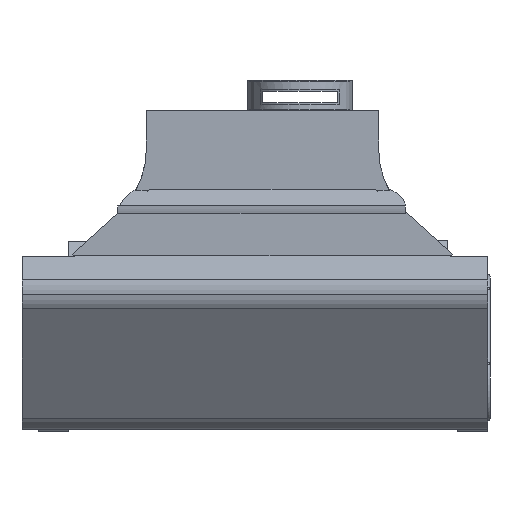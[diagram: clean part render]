
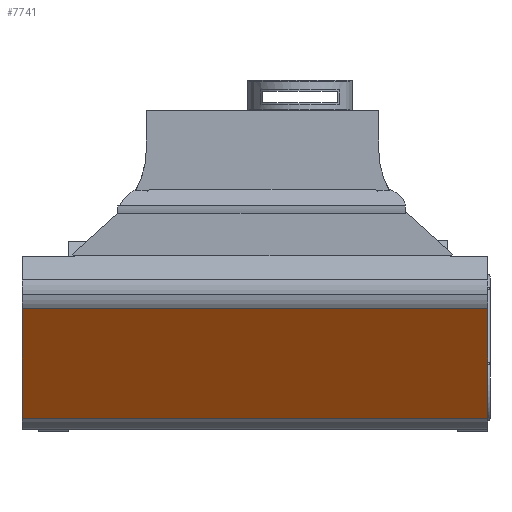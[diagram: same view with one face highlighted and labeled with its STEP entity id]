
A CAD part, left-side view. The second image highlights one B-rep face of the part: STEP entity #7741.
In plain terms, the highlighted planar face has unit normal (-0.811, 0, -0.586).
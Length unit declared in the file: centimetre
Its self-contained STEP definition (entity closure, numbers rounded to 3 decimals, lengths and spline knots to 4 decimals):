
#432=PLANE('',#8497);
#826=FACE_OUTER_BOUND('',#1342,.T.);
#1342=EDGE_LOOP('',(#6303,#6304,#6305,#6306));
#1954=LINE('',#12941,#2628);
#1956=LINE('',#12947,#2630);
#1961=LINE('',#12959,#2635);
#1971=LINE('',#12978,#2645);
#2628=VECTOR('',#10095,4.);
#2630=VECTOR('',#10101,1.);
#2635=VECTOR('',#10110,1.);
#2645=VECTOR('',#10126,1.);
#3718=VERTEX_POINT('',#12938);
#3719=VERTEX_POINT('',#12940);
#3721=VERTEX_POINT('',#12946);
#3726=VERTEX_POINT('',#12958);
#4619=EDGE_CURVE('',#3718,#3719,#1954,.T.);
#4622=EDGE_CURVE('',#3719,#3721,#1956,.T.);
#4628=EDGE_CURVE('',#3721,#3726,#1961,.T.);
#4639=EDGE_CURVE('',#3726,#3718,#1971,.T.);
#6303=ORIENTED_EDGE('',*,*,#4619,.F.);
#6304=ORIENTED_EDGE('',*,*,#4639,.F.);
#6305=ORIENTED_EDGE('',*,*,#4628,.F.);
#6306=ORIENTED_EDGE('',*,*,#4622,.F.);
#7741=ADVANCED_FACE('',(#826),#432,.T.);
#8497=AXIS2_PLACEMENT_3D('',#13021,#10170,#10171);
#10095=DIRECTION('',(0.,1.,0.));
#10101=DIRECTION('',(-0.585,0.,0.811));
#10110=DIRECTION('',(0.,-1.,0.));
#10126=DIRECTION('',(0.585,0.,-0.811));
#10170=DIRECTION('center_axis',(-0.811,0.,-0.585));
#10171=DIRECTION('ref_axis',(-0.585,0.,0.811));
#12938=CARTESIAN_POINT('',(-66.1051,0.,-14.5072));
#12940=CARTESIAN_POINT('',(-66.1051,62.,-14.5072));
#12941=CARTESIAN_POINT('',(-66.1051,0.,-14.5072));
#12946=CARTESIAN_POINT('',(-76.6545,62.,0.0998));
#12947=CARTESIAN_POINT('',(-77.9431,62.,1.8839));
#12958=CARTESIAN_POINT('',(-76.6545,0.,0.0998));
#12959=CARTESIAN_POINT('',(-76.6545,0.,0.0998));
#12978=CARTESIAN_POINT('',(-77.9431,0.,1.8839));
#13021=CARTESIAN_POINT('Origin',(-64.6749,0.,-16.4874));
